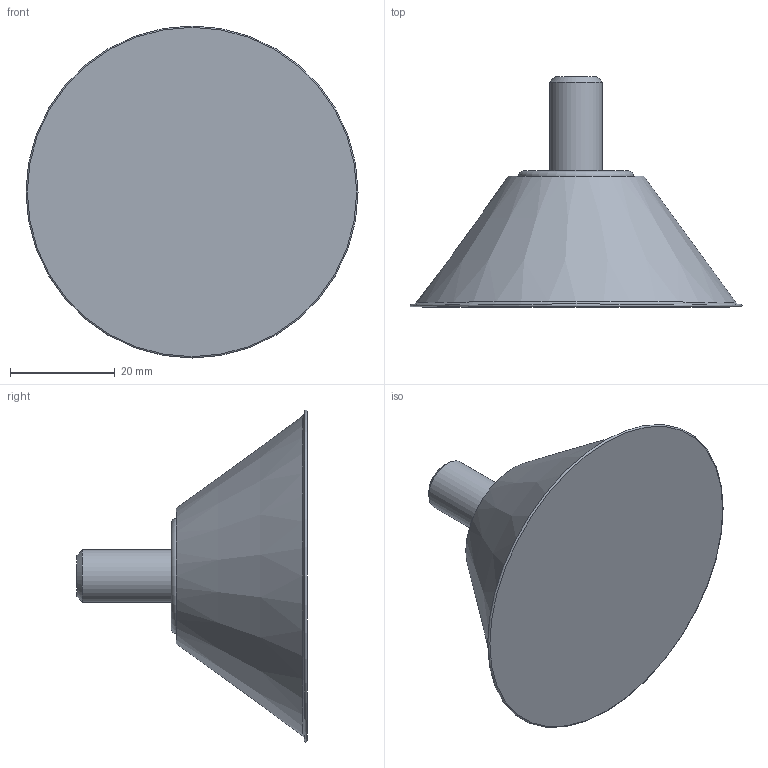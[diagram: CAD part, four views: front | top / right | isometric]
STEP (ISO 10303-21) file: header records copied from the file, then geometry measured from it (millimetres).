
FILE_DESCRIPTION(/* description */ (''),/* implementation_level */ '2;1');
FILE_NAME(/* name */ 'vsa63m10.stp',/* time_stamp */ '2020-10-06T16:05:45+02:00',/* author */ ('enginyeria'),/* organization */ (''),/* preprocessor_version */ 'ST-DEVELOPER v17.2',/* originating_system */ 'Autodesk Inventor 2019',/* authorisation */ '');
FILE_SCHEMA (('CONFIG_CONTROL_DESIGN'));
Length unit declared in the file: millimetre
Products named in the file (1): vsa63m10
Bounding box: 63.5 x 44 x 63.5 mm (x, y, z)
Volume: 42095.6 mm3; surface area: 8919.7 mm2
Topology: 1 solids, 1 shells, 14 faces, 34 edges, 26 vertices
Faces by surface type: plane 6, cone 3, torus 3, cylinder 2
Full cylindrical faces by diameter (mm): 3 x1, 10 x1
Entity records: 520 total; most frequent: DIRECTION 93, CARTESIAN_POINT 75, ORIENTED_EDGE 68, AXIS2_PLACEMENT_3D 44, EDGE_CURVE 34, CIRCLE 29, VERTEX_POINT 26, EDGE_LOOP 18
